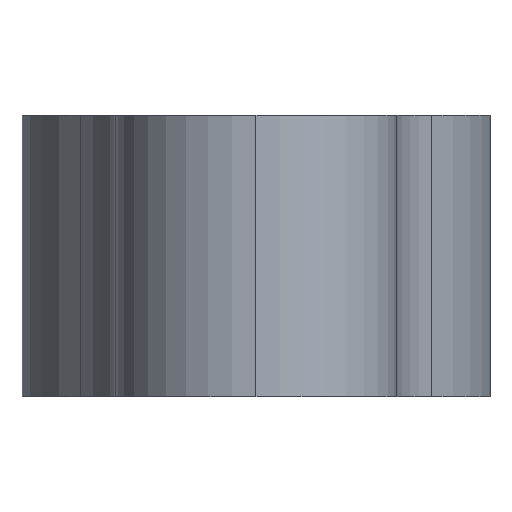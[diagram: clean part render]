
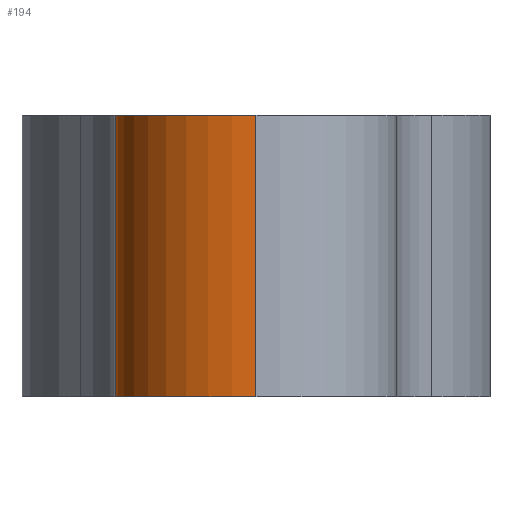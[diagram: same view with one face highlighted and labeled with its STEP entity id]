
A CAD part, left-side view. The second image highlights one B-rep face of the part: STEP entity #194.
In plain terms, the highlighted cylindrical face has radius 3 mm (diameter 6 mm), a partial arc.
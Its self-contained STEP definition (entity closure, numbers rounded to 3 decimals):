
#36 = CIRCLE ( 'NONE', #49, 3. ) ;
#48 = EDGE_CURVE ( 'NONE', #329, #64, #36, .T. ) ;
#49 = AXIS2_PLACEMENT_3D ( 'NONE', #204, #710, #282 ) ;
#64 = VERTEX_POINT ( 'NONE', #558 ) ;
#68 = CARTESIAN_POINT ( 'NONE',  ( -60., 3., -60.299 ) ) ;
#118 = AXIS2_PLACEMENT_3D ( 'NONE', #170, #595, #672 ) ;
#122 = LINE ( 'NONE', #301, #856 ) ;
#156 = VECTOR ( 'NONE', #712, 1000. ) ;
#170 = CARTESIAN_POINT ( 'NONE',  ( -60., 0., -60.299 ) ) ;
#189 = EDGE_CURVE ( 'NONE', #227, #199, #924, .T. ) ;
#194 = ADVANCED_FACE ( 'NONE', ( #195 ), #915, .T. ) ;
#195 = FACE_OUTER_BOUND ( 'NONE', #235, .T. ) ;
#199 = VERTEX_POINT ( 'NONE', #744 ) ;
#204 = CARTESIAN_POINT ( 'NONE',  ( -60., 0., 6. ) ) ;
#222 = ORIENTED_EDGE ( 'NONE', *, *, #48, .F. ) ;
#227 = VERTEX_POINT ( 'NONE', #892 ) ;
#235 = EDGE_LOOP ( 'NONE', ( #303, #318, #450, #222 ) ) ;
#282 = DIRECTION ( 'NONE',  ( 1., 0., 0. ) ) ;
#301 = CARTESIAN_POINT ( 'NONE',  ( -63., 0., -60.299 ) ) ;
#303 = ORIENTED_EDGE ( 'NONE', *, *, #494, .F. ) ;
#318 = ORIENTED_EDGE ( 'NONE', *, *, #189, .F. ) ;
#329 = VERTEX_POINT ( 'NONE', #725 ) ;
#374 = DIRECTION ( 'NONE',  ( 0., 0., -1. ) ) ;
#378 = AXIS2_PLACEMENT_3D ( 'NONE', #813, #374, #884 ) ;
#397 = EDGE_CURVE ( 'NONE', #64, #227, #122, .T. ) ;
#450 = ORIENTED_EDGE ( 'NONE', *, *, #397, .F. ) ;
#494 = EDGE_CURVE ( 'NONE', #199, #329, #918, .T. ) ;
#558 = CARTESIAN_POINT ( 'NONE',  ( -63., 0., 6. ) ) ;
#583 = DIRECTION ( 'NONE',  ( 0., 0., -1. ) ) ;
#595 = DIRECTION ( 'NONE',  ( 0., 0., 1. ) ) ;
#672 = DIRECTION ( 'NONE',  ( 1., 0., 0. ) ) ;
#710 = DIRECTION ( 'NONE',  ( 0., 0., 1. ) ) ;
#712 = DIRECTION ( 'NONE',  ( 0., 0., 1. ) ) ;
#725 = CARTESIAN_POINT ( 'NONE',  ( -60., 3., 6. ) ) ;
#744 = CARTESIAN_POINT ( 'NONE',  ( -60., 3., 0. ) ) ;
#813 = CARTESIAN_POINT ( 'NONE',  ( -60., 0., 0. ) ) ;
#856 = VECTOR ( 'NONE', #583, 1000. ) ;
#884 = DIRECTION ( 'NONE',  ( 1., 0., 0. ) ) ;
#892 = CARTESIAN_POINT ( 'NONE',  ( -63., 0., 0. ) ) ;
#915 = CYLINDRICAL_SURFACE ( 'NONE', #118, 3. ) ;
#918 = LINE ( 'NONE', #68, #156 ) ;
#924 = CIRCLE ( 'NONE', #378, 3. ) ;
